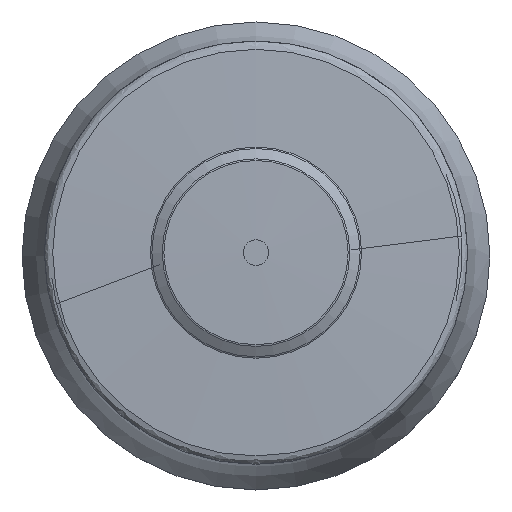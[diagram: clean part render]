
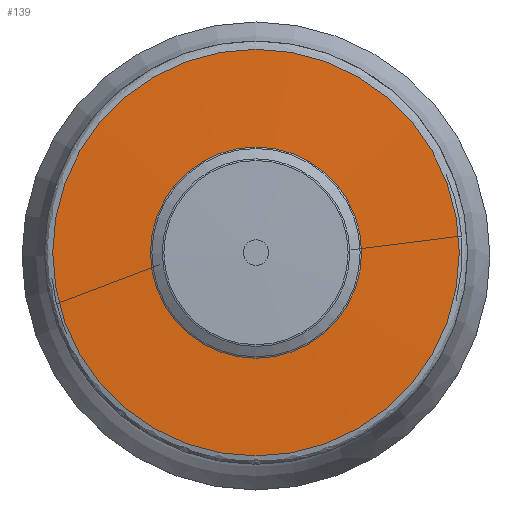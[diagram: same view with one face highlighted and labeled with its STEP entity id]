
A CAD part, top view. The second image highlights one B-rep face of the part: STEP entity #139.
In plain terms, the highlighted face is a revolution surface.
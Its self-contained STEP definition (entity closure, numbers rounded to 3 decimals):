
#33=SURFACE_OF_REVOLUTION('',#78,#38);
#38=AXIS1_PLACEMENT('',#695,#554);
#78=B_SPLINE_CURVE_WITH_KNOTS('',5,(#689,#690,#691,#692,#693,#694),
 .UNSPECIFIED.,.F.,.F.,(6,6),(0.,1.),.UNSPECIFIED.);
#139=ADVANCED_FACE('',(#185,#186),#33,.F.);
#185=FACE_BOUND('',#232,.T.);
#186=FACE_BOUND('',#233,.T.);
#232=EDGE_LOOP('',(#304));
#233=EDGE_LOOP('',(#305));
#304=ORIENTED_EDGE('',*,*,#378,.T.);
#305=ORIENTED_EDGE('',*,*,#377,.F.);
#341=VERTEX_POINT('',#663);
#342=VERTEX_POINT('',#688);
#377=EDGE_CURVE('',#341,#341,#399,.T.);
#378=EDGE_CURVE('',#342,#342,#400,.T.);
#399=CIRCLE('',#447,18.25);
#400=CIRCLE('',#448,9.476);
#447=AXIS2_PLACEMENT_3D('',#662,#549,#550);
#448=AXIS2_PLACEMENT_3D('',#687,#552,#553);
#549=DIRECTION('',(0.,0.,-1.));
#550=DIRECTION('',(-1.,0.,0.));
#552=DIRECTION('',(0.,0.,-1.));
#553=DIRECTION('',(-1.,0.,0.));
#554=DIRECTION('',(0.,0.,-1.));
#662=CARTESIAN_POINT('',(0.,0.,175.871));
#663=CARTESIAN_POINT('',(-18.25,0.,175.871));
#687=CARTESIAN_POINT('',(0.,0.,176.186));
#688=CARTESIAN_POINT('',(-9.476,0.,176.186));
#689=CARTESIAN_POINT('',(18.25,0.,175.871));
#690=CARTESIAN_POINT('',(16.495,0.,175.934));
#691=CARTESIAN_POINT('',(14.741,0.,175.997));
#692=CARTESIAN_POINT('',(12.986,0.,176.06));
#693=CARTESIAN_POINT('',(11.231,0.,176.123));
#694=CARTESIAN_POINT('',(9.476,0.,176.186));
#695=CARTESIAN_POINT('',(0.,0.,0.));
